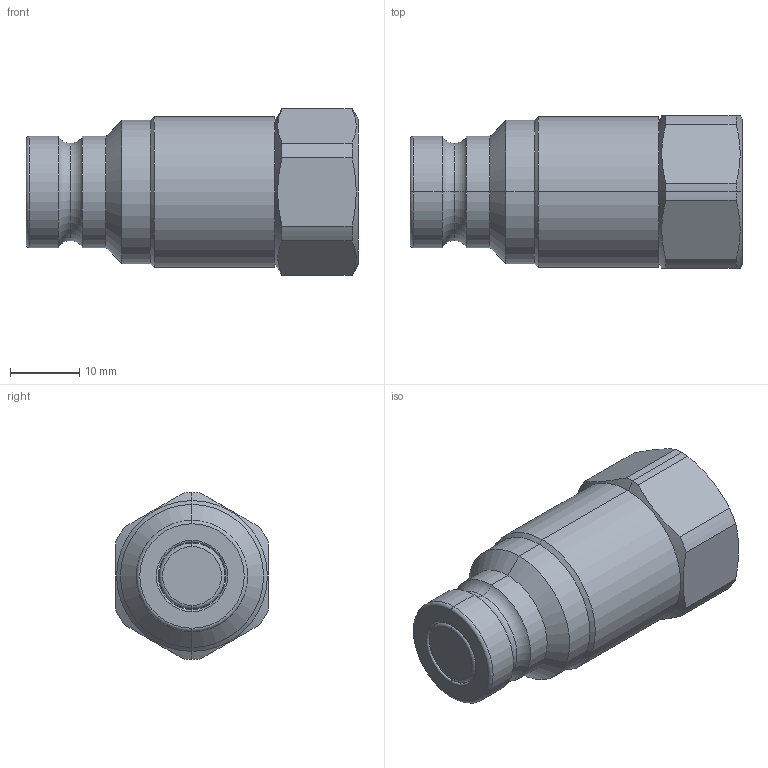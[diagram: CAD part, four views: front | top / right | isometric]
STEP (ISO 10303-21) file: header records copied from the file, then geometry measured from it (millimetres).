
FILE_DESCRIPTION (( 'STEP AP214' ), '1' );
FILE_NAME ('BF06.7101_IC_JV.STEP', '2018-09-11T07:03:06', ( '' ), ( '' ), 'SwSTEP 2.0', 'SolidWorks 2018', '' );
FILE_SCHEMA (( 'AUTOMOTIVE_DESIGN' ));
Length unit declared in the file: millimetre
Products named in the file (1): BF06.7101_IC_JV
Bounding box: 48 x 22 x 24.1 mm (x, y, z)
Volume: 8403.5 mm3; surface area: 7159.5 mm2
Topology: 4 solids, 4 shells, 90 faces, 203 edges, 125 vertices
Faces by surface type: cylinder 40, plane 26, cone 14, torus 10
Entity records: 3909 total; most frequent: CARTESIAN_POINT 779, DIRECTION 472, ORIENTED_EDGE 406, EDGE_CURVE 203, AXIS2_PLACEMENT_3D 198, VERTEX_POINT 125, CIRCLE 107, EDGE_LOOP 100
